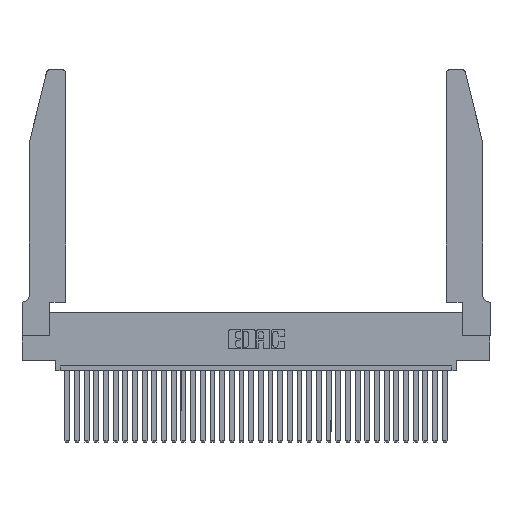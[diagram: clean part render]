
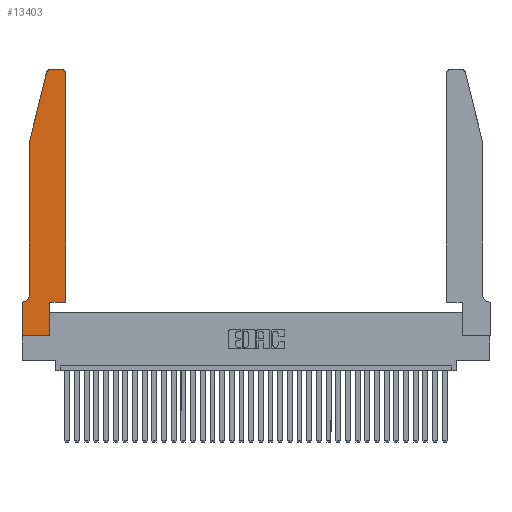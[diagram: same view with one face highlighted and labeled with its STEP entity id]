
A CAD part, top view. The second image highlights one B-rep face of the part: STEP entity #13403.
In plain terms, the highlighted planar face has unit normal (0, 0, 1).
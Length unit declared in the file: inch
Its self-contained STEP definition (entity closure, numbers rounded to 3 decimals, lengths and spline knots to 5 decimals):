
#63 = ORIENTED_EDGE ( 'NONE', *, *, #34172, .T. ) ;
#376 = VERTEX_POINT ( 'NONE', #23151 ) ;
#631 = ORIENTED_EDGE ( 'NONE', *, *, #24152, .T. ) ;
#885 = FACE_OUTER_BOUND ( 'NONE', #27330, .T. ) ;
#1065 = EDGE_CURVE ( 'NONE', #18704, #26258, #29604, .T. ) ;
#1083 = EDGE_CURVE ( 'NONE', #26258, #6869, #15288, .T. ) ;
#1636 = CARTESIAN_POINT ( 'NONE',  ( 0.4505, 0.35, 0.37 ) ) ;
#2108 = VECTOR ( 'NONE', #18824, 39.37008 ) ;
#2539 = ORIENTED_EDGE ( 'NONE', *, *, #20642, .T. ) ;
#2700 = EDGE_CURVE ( 'NONE', #9998, #34388, #11127, .T. ) ;
#3060 = DIRECTION ( 'NONE',  ( 0., -1., 0. ) ) ;
#3102 = CARTESIAN_POINT ( 'NONE',  ( 0.4505, 0.35, 0.37 ) ) ;
#3160 = DIRECTION ( 'NONE',  ( 0., 0., 1. ) ) ;
#3257 = DIRECTION ( 'NONE',  ( -1., 0., 0. ) ) ;
#3913 = VECTOR ( 'NONE', #19204, 39.37008 ) ;
#4648 = ORIENTED_EDGE ( 'NONE', *, *, #2700, .T. ) ;
#4919 = DIRECTION ( 'NONE',  ( 1., 0., 0. ) ) ;
#5948 = CARTESIAN_POINT ( 'NONE',  ( 0.0755, 2., 0.37 ) ) ;
#6334 = DIRECTION ( 'NONE',  ( -1., 0., 0. ) ) ;
#6786 = ORIENTED_EDGE ( 'NONE', *, *, #9654, .T. ) ;
#6804 = EDGE_CURVE ( 'NONE', #376, #34251, #14707, .T. ) ;
#6869 = VERTEX_POINT ( 'NONE', #34975 ) ;
#8072 = LINE ( 'NONE', #16117, #2108 ) ;
#8426 = CARTESIAN_POINT ( 'NONE',  ( 0., 0., 0.37 ) ) ;
#8892 = CARTESIAN_POINT ( 'NONE',  ( 0., 0.35, 0.37 ) ) ;
#9629 = VECTOR ( 'NONE', #28566, 39.37008 ) ;
#9654 = EDGE_CURVE ( 'NONE', #32906, #9998, #33316, .T. ) ;
#9901 = DIRECTION ( 'NONE',  ( 0., 0., 1. ) ) ;
#9998 = VERTEX_POINT ( 'NONE', #12063 ) ;
#10003 = EDGE_CURVE ( 'NONE', #30300, #18704, #11295, .T. ) ;
#10858 = EDGE_CURVE ( 'NONE', #24636, #18480, #18097, .T. ) ;
#11008 = LINE ( 'NONE', #8426, #31732 ) ;
#11127 = LINE ( 'NONE', #5948, #3913 ) ;
#11295 = LINE ( 'NONE', #3102, #9629 ) ;
#12063 = CARTESIAN_POINT ( 'NONE',  ( 0.25487, 2.72718, 0.37 ) ) ;
#12255 = LINE ( 'NONE', #28426, #23697 ) ;
#12456 = CARTESIAN_POINT ( 'NONE',  ( 0.2865, 0.35, 0.37 ) ) ;
#12624 = PLANE ( 'NONE',  #16394 ) ;
#13403 = ADVANCED_FACE ( 'NONE', ( #885 ), #12624, .T. ) ;
#13798 = AXIS2_PLACEMENT_3D ( 'NONE', #25771, #15026, #20472 ) ;
#14707 = LINE ( 'NONE', #21855, #33279 ) ;
#15026 = DIRECTION ( 'NONE',  ( 0., 0., -1. ) ) ;
#15288 = CIRCLE ( 'NONE', #29115, 0.03 ) ;
#15396 = CARTESIAN_POINT ( 'NONE',  ( 0.4505, 0.35, 0.37 ) ) ;
#16117 = CARTESIAN_POINT ( 'NONE',  ( 0.2865, 0.35, 0.37 ) ) ;
#16394 = AXIS2_PLACEMENT_3D ( 'NONE', #25987, #9901, #20561 ) ;
#16946 = CARTESIAN_POINT ( 'NONE',  ( 0.0755, 2., 0.37 ) ) ;
#17763 = ORIENTED_EDGE ( 'NONE', *, *, #1065, .T. ) ;
#17981 = ORIENTED_EDGE ( 'NONE', *, *, #1083, .T. ) ;
#18097 = LINE ( 'NONE', #30294, #31582 ) ;
#18480 = VERTEX_POINT ( 'NONE', #8892 ) ;
#18512 = ORIENTED_EDGE ( 'NONE', *, *, #10003, .T. ) ;
#18655 = DIRECTION ( 'NONE',  ( 1., 0., 0. ) ) ;
#18704 = VERTEX_POINT ( 'NONE', #1636 ) ;
#18824 = DIRECTION ( 'NONE',  ( 0., 1., 0. ) ) ;
#19204 = DIRECTION ( 'NONE',  ( -0.239, -0.971, 0. ) ) ;
#19518 = ORIENTED_EDGE ( 'NONE', *, *, #28885, .T. ) ;
#19747 = ORIENTED_EDGE ( 'NONE', *, *, #10858, .T. ) ;
#20037 = DIRECTION ( 'NONE',  ( 1., 0., 0. ) ) ;
#20083 = DIRECTION ( 'NONE',  ( 0., -1., 0. ) ) ;
#20221 = DIRECTION ( 'NONE',  ( 0., 0., 1. ) ) ;
#20472 = DIRECTION ( 'NONE',  ( -1., 0., 0. ) ) ;
#20561 = DIRECTION ( 'NONE',  ( 1., 0., 0. ) ) ;
#20642 = EDGE_CURVE ( 'NONE', #18480, #376, #11008, .T. ) ;
#20893 = CARTESIAN_POINT ( 'NONE',  ( 0.0755, 0.42, 0.37 ) ) ;
#21036 = CARTESIAN_POINT ( 'NONE',  ( 0.4505, 2.72, 0.37 ) ) ;
#21277 = CARTESIAN_POINT ( 'NONE',  ( 0.2865, 0., 0.37 ) ) ;
#21546 = ORIENTED_EDGE ( 'NONE', *, *, #6804, .T. ) ;
#21855 = CARTESIAN_POINT ( 'NONE',  ( 0., 0., 0.37 ) ) ;
#22444 = VECTOR ( 'NONE', #23829, 39.37008 ) ;
#23151 = CARTESIAN_POINT ( 'NONE',  ( 0., 0., 0.37 ) ) ;
#23697 = VECTOR ( 'NONE', #20083, 39.37008 ) ;
#23829 = DIRECTION ( 'NONE',  ( 0., 1., 0. ) ) ;
#24152 = EDGE_CURVE ( 'NONE', #34251, #30300, #8072, .T. ) ;
#24636 = VERTEX_POINT ( 'NONE', #29407 ) ;
#24717 = CARTESIAN_POINT ( 'NONE',  ( 0.284, 2.72, 0.37 ) ) ;
#25716 = CIRCLE ( 'NONE', #13798, 0.07 ) ;
#25771 = CARTESIAN_POINT ( 'NONE',  ( 0.0055, 0.42, 0.37 ) ) ;
#25987 = CARTESIAN_POINT ( 'NONE',  ( 0., 0.35, 0.37 ) ) ;
#26023 = VERTEX_POINT ( 'NONE', #20893 ) ;
#26258 = VERTEX_POINT ( 'NONE', #21036 ) ;
#27031 = EDGE_CURVE ( 'NONE', #6869, #32906, #33275, .T. ) ;
#27330 = EDGE_LOOP ( 'NONE', ( #27966, #6786, #4648, #19518, #63, #19747, #2539, #21546, #631, #18512, #17763, #17981 ) ) ;
#27966 = ORIENTED_EDGE ( 'NONE', *, *, #27031, .T. ) ;
#27986 = CARTESIAN_POINT ( 'NONE',  ( 0.2605, 2.75, 0.37 ) ) ;
#28191 = VECTOR ( 'NONE', #3257, 39.37008 ) ;
#28216 = CARTESIAN_POINT ( 'NONE',  ( 0.4205, 2.72, 0.37 ) ) ;
#28398 = CARTESIAN_POINT ( 'NONE',  ( 0.284, 2.75, 0.37 ) ) ;
#28426 = CARTESIAN_POINT ( 'NONE',  ( 0.0755, 2., 0.37 ) ) ;
#28566 = DIRECTION ( 'NONE',  ( 1., 0., 0. ) ) ;
#28885 = EDGE_CURVE ( 'NONE', #34388, #26023, #12255, .T. ) ;
#29115 = AXIS2_PLACEMENT_3D ( 'NONE', #28216, #20221, #4919 ) ;
#29407 = CARTESIAN_POINT ( 'NONE',  ( 0.0055, 0.35, 0.37 ) ) ;
#29604 = LINE ( 'NONE', #15396, #22444 ) ;
#30294 = CARTESIAN_POINT ( 'NONE',  ( 0.0755, 0.35, 0.37 ) ) ;
#30300 = VERTEX_POINT ( 'NONE', #12456 ) ;
#31390 = AXIS2_PLACEMENT_3D ( 'NONE', #24717, #3160, #20037 ) ;
#31582 = VECTOR ( 'NONE', #6334, 39.37008 ) ;
#31732 = VECTOR ( 'NONE', #3060, 39.37008 ) ;
#32906 = VERTEX_POINT ( 'NONE', #28398 ) ;
#33275 = LINE ( 'NONE', #27986, #28191 ) ;
#33279 = VECTOR ( 'NONE', #18655, 39.37008 ) ;
#33316 = CIRCLE ( 'NONE', #31390, 0.03 ) ;
#34172 = EDGE_CURVE ( 'NONE', #26023, #24636, #25716, .T. ) ;
#34251 = VERTEX_POINT ( 'NONE', #21277 ) ;
#34388 = VERTEX_POINT ( 'NONE', #16946 ) ;
#34975 = CARTESIAN_POINT ( 'NONE',  ( 0.4205, 2.75, 0.37 ) ) ;
